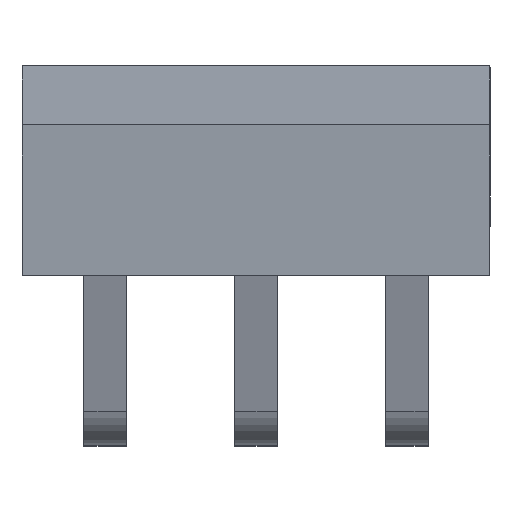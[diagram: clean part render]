
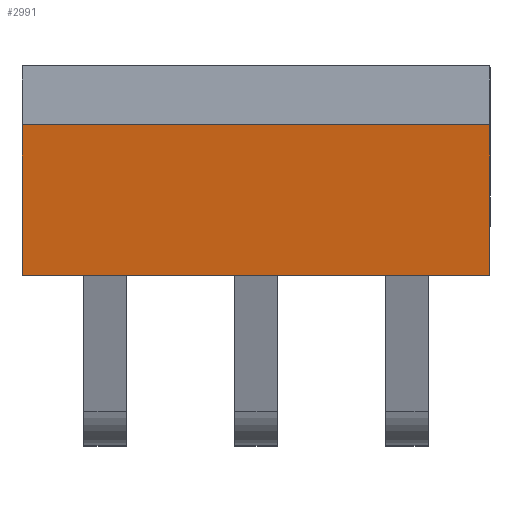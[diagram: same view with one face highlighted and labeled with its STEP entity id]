
A CAD part, top view. The second image highlights one B-rep face of the part: STEP entity #2991.
In plain terms, the highlighted planar face has unit normal (0, -0.122, 0.993).
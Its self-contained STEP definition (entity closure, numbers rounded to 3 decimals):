
#2931=CARTESIAN_POINT('',(5.27,1.5,14.775));
#2932=VERTEX_POINT('',#2931);
#2939=CARTESIAN_POINT('',(-5.27,1.5,14.775));
#2940=VERTEX_POINT('',#2939);
#2941=CARTESIAN_POINT('',(-5.27,1.5,14.775));
#2942=DIRECTION('',(1.0,0.0,0.0));
#2943=VECTOR('',#2942,10.54);
#2944=LINE('',#2941,#2943);
#2945=EDGE_CURVE('',#2940,#2932,#2944,.T.);
#2961=CARTESIAN_POINT('',(-5.27,1.5,14.775));
#2962=DIRECTION('',(0.,-0.122,0.993));
#2963=DIRECTION('',(-1.0,0.0,0.0));
#2964=AXIS2_PLACEMENT_3D('',#2961,#2962,#2963);
#2965=PLANE('',#2964);
#2966=CARTESIAN_POINT('',(5.27,4.88,15.19));
#2967=VERTEX_POINT('',#2966);
#2968=CARTESIAN_POINT('',(5.27,1.5,14.775));
#2969=DIRECTION('',(0.,0.993,0.122));
#2970=VECTOR('',#2969,3.405);
#2971=LINE('',#2968,#2970);
#2972=EDGE_CURVE('',#2932,#2967,#2971,.T.);
#2973=ORIENTED_EDGE('',*,*,#2972,.T.);
#2974=CARTESIAN_POINT('',(-5.27,4.88,15.19));
#2975=VERTEX_POINT('',#2974);
#2976=CARTESIAN_POINT('',(-5.27,4.88,15.19));
#2977=DIRECTION('',(1.0,0.0,0.0));
#2978=VECTOR('',#2977,10.54);
#2979=LINE('',#2976,#2978);
#2980=EDGE_CURVE('',#2975,#2967,#2979,.T.);
#2981=ORIENTED_EDGE('',*,*,#2980,.F.);
#2982=CARTESIAN_POINT('',(-5.27,4.88,15.19));
#2983=DIRECTION('',(0.,-0.993,-0.122));
#2984=VECTOR('',#2983,3.405);
#2985=LINE('',#2982,#2984);
#2986=EDGE_CURVE('',#2975,#2940,#2985,.T.);
#2987=ORIENTED_EDGE('',*,*,#2986,.T.);
#2988=ORIENTED_EDGE('',*,*,#2945,.T.);
#2989=EDGE_LOOP('',(#2973,#2981,#2987,#2988));
#2990=FACE_OUTER_BOUND('',#2989,.T.);
#2991=ADVANCED_FACE('',(#2990),#2965,.T.);
